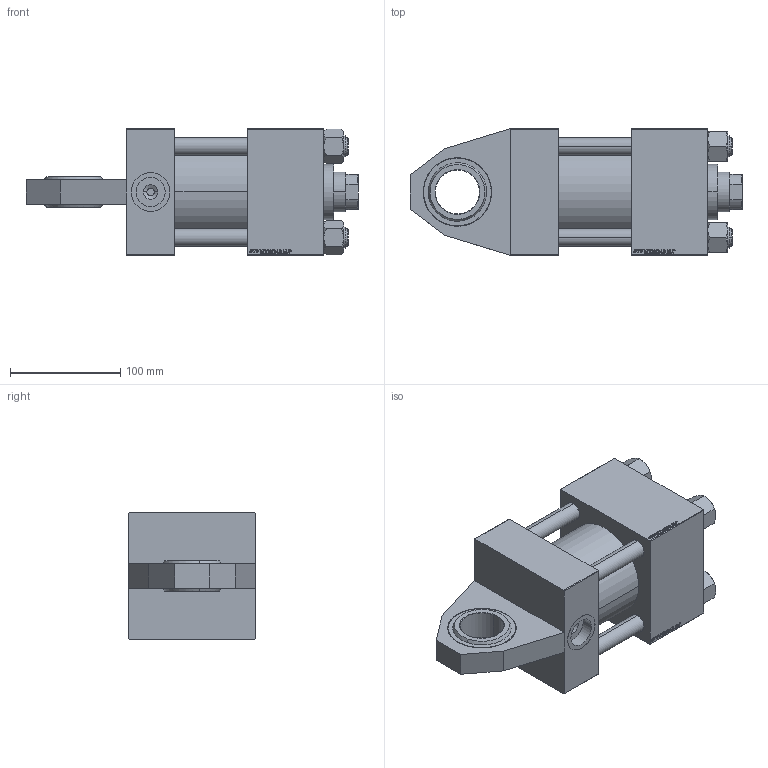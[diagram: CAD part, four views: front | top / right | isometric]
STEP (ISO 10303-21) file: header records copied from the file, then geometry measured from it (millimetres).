
FILE_DESCRIPTION (( 'STEP AP203' ), '1' );
FILE_NAME ('9967.STEP', '2022-04-15T02:34:23', ( '' ), ( '' ), 'SwSTEP 2.0', 'SolidWorks 2019', '' );
FILE_SCHEMA (( 'CONFIG_CONTROL_DESIGN' ));
Length unit declared in the file: millimetre
Products named in the file (7): V215CR_J_Body 9100377f23e40dcdd7b8453a43c93585; V215CR_J_VNITRNI_KROUZEK 9100377f23e40dcdd7b8453a43c93585; V215CR_TYCINKA_J 9100377f23e40dcdd7b8453a43c93585; V215_VC_A 9100377f23e40dcdd7b8453a43c93585; V215CR_VCP_J 9100377f23e40dcdd7b8453a43c93585; NUT_M5_J 9100377f23e40dcdd7b8453a43c93585; 9967
Assembly tree (12 placements, depth 2):
  9967
    V215CR_J_Body 9100377f23e40dcdd7b8453a43c93585
    V215CR_J_VNITRNI_KROUZEK 9100377f23e40dcdd7b8453a43c93585
    V215CR_VCP_J 9100377f23e40dcdd7b8453a43c93585
    V215CR_TYCINKA_J 9100377f23e40dcdd7b8453a43c93585  x4
    NUT_M5_J 9100377f23e40dcdd7b8453a43c93585  x4
    V215_VC_A 9100377f23e40dcdd7b8453a43c93585
Bounding box: 301 x 115 x 115 mm (x, y, z)
Volume: 1949617.6 mm3; surface area: 299314 mm2
Topology: 12 solids, 12 shells, 1193 faces, 3012 edges, 1959 vertices
Faces by surface type: plane 565, bspline 392, cone 128, cylinder 88, torus 20
Entity records: 50671 total; most frequent: CARTESIAN_POINT 27184, ORIENTED_EDGE 5288, DIRECTION 3388, EDGE_CURVE 2644, VERTEX_POINT 1737, VECTOR 1578, LINE 1578, EDGE_LOOP 1167
